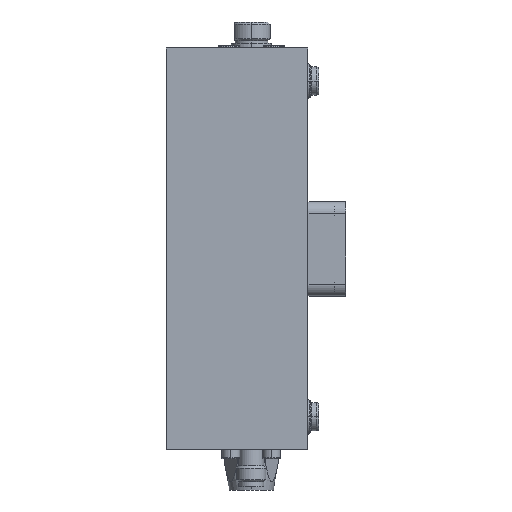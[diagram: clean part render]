
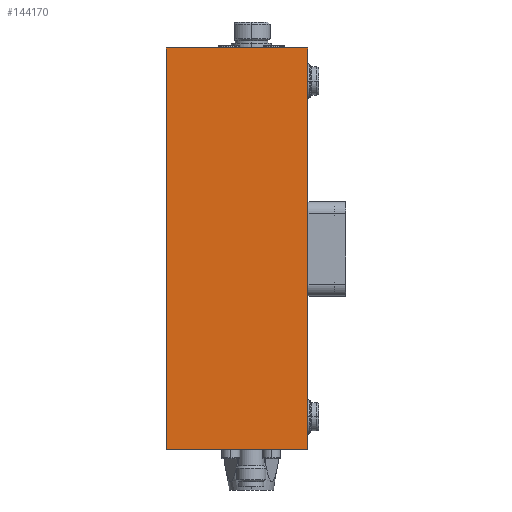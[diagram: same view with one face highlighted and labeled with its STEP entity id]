
A CAD part, left-side view. The second image highlights one B-rep face of the part: STEP entity #144170.
In plain terms, the highlighted planar face has unit normal (-1, 0, 0).
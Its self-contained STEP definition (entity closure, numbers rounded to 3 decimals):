
#857 = ORIENTED_EDGE ( 'NONE', *, *, #50285, .F. ) ;
#1249 = CARTESIAN_POINT ( 'NONE',  ( -38.495, -16.231, -42.458 ) ) ;
#1535 = CARTESIAN_POINT ( 'NONE',  ( -38.495, 13.769, -42.458 ) ) ;
#4205 = EDGE_CURVE ( 'NONE', #20964, #37884, #20379, .T. ) ;
#12724 = PLANE ( 'NONE',  #50504 ) ;
#13231 = DIRECTION ( 'NONE',  ( 0., 0., -1. ) ) ;
#20379 = LINE ( 'NONE', #42645, #78606 ) ;
#20964 = VERTEX_POINT ( 'NONE', #26291 ) ;
#24461 = CARTESIAN_POINT ( 'NONE',  ( -38.495, 13.769, 42.542 ) ) ;
#24672 = DIRECTION ( 'NONE',  ( 0., 0., 1. ) ) ;
#26291 = CARTESIAN_POINT ( 'NONE',  ( -38.495, 13.769, -42.458 ) ) ;
#30591 = CARTESIAN_POINT ( 'NONE',  ( -38.495, 13.769, -42.458 ) ) ;
#31408 = VECTOR ( 'NONE', #106000, 1000. ) ;
#36888 = LINE ( 'NONE', #30591, #95155 ) ;
#37884 = VERTEX_POINT ( 'NONE', #88203 ) ;
#42359 = DIRECTION ( 'NONE',  ( 0., -1., 0. ) ) ;
#42645 = CARTESIAN_POINT ( 'NONE',  ( -38.495, 13.769, -42.458 ) ) ;
#50285 = EDGE_CURVE ( 'NONE', #37884, #135171, #62329, .T. ) ;
#50504 = AXIS2_PLACEMENT_3D ( 'NONE', #1535, #82938, #13231 ) ;
#50885 = LINE ( 'NONE', #1249, #78173 ) ;
#59210 = EDGE_CURVE ( 'NONE', #20964, #96960, #36888, .T. ) ;
#62329 = LINE ( 'NONE', #24461, #31408 ) ;
#62790 = FACE_OUTER_BOUND ( 'NONE', #110851, .T. ) ;
#77727 = ORIENTED_EDGE ( 'NONE', *, *, #4205, .F. ) ;
#78173 = VECTOR ( 'NONE', #24672, 1000. ) ;
#78606 = VECTOR ( 'NONE', #135892, 1000. ) ;
#82938 = DIRECTION ( 'NONE',  ( 1., 0., 0. ) ) ;
#88203 = CARTESIAN_POINT ( 'NONE',  ( -38.495, 13.769, 42.542 ) ) ;
#94923 = ORIENTED_EDGE ( 'NONE', *, *, #59210, .T. ) ;
#95155 = VECTOR ( 'NONE', #42359, 1000. ) ;
#96960 = VERTEX_POINT ( 'NONE', #123847 ) ;
#98626 = ORIENTED_EDGE ( 'NONE', *, *, #121900, .T. ) ;
#106000 = DIRECTION ( 'NONE',  ( 0., -1., 0. ) ) ;
#110851 = EDGE_LOOP ( 'NONE', ( #98626, #857, #77727, #94923 ) ) ;
#121900 = EDGE_CURVE ( 'NONE', #96960, #135171, #50885, .T. ) ;
#123847 = CARTESIAN_POINT ( 'NONE',  ( -38.495, -16.231, -42.458 ) ) ;
#135171 = VERTEX_POINT ( 'NONE', #139263 ) ;
#135892 = DIRECTION ( 'NONE',  ( 0., 0., 1. ) ) ;
#139263 = CARTESIAN_POINT ( 'NONE',  ( -38.495, -16.231, 42.542 ) ) ;
#144170 = ADVANCED_FACE ( 'NONE', ( #62790 ), #12724, .F. ) ;
